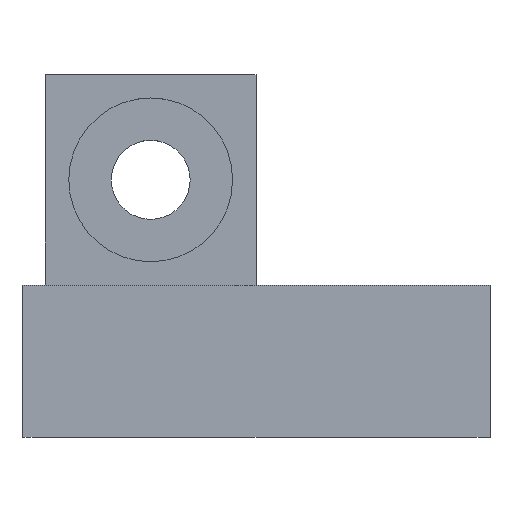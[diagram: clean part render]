
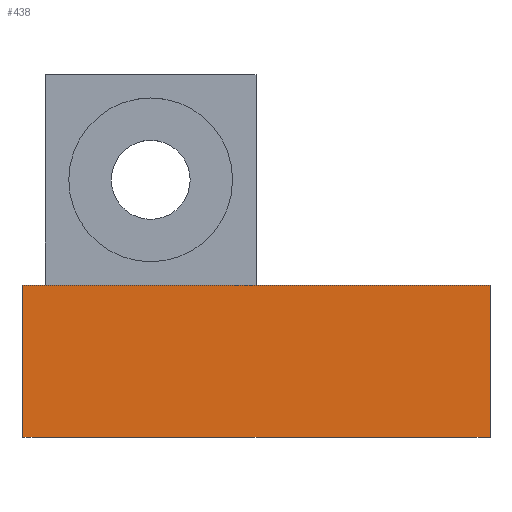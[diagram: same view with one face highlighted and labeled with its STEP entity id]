
A CAD part, top view. The second image highlights one B-rep face of the part: STEP entity #438.
In plain terms, the highlighted planar face has unit normal (0, 0, 1).
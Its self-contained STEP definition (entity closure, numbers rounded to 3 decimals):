
#28=PLANE('',#490);
#49=FACE_OUTER_BOUND('',#74,.T.);
#74=EDGE_LOOP('',(#365,#366,#367,#368));
#102=LINE('',#682,#145);
#111=LINE('',#700,#154);
#115=LINE('',#710,#158);
#120=LINE('',#720,#163);
#145=VECTOR('',#548,10.);
#154=VECTOR('',#565,10.);
#158=VECTOR('',#577,10.);
#163=VECTOR('',#584,10.);
#209=VERTEX_POINT('',#679);
#210=VERTEX_POINT('',#681);
#215=VERTEX_POINT('',#698);
#217=VERTEX_POINT('',#708);
#254=EDGE_CURVE('',#209,#210,#102,.T.);
#264=EDGE_CURVE('',#215,#209,#111,.T.);
#269=EDGE_CURVE('',#215,#217,#115,.T.);
#274=EDGE_CURVE('',#217,#210,#120,.T.);
#365=ORIENTED_EDGE('',*,*,#269,.T.);
#366=ORIENTED_EDGE('',*,*,#274,.T.);
#367=ORIENTED_EDGE('',*,*,#254,.F.);
#368=ORIENTED_EDGE('',*,*,#264,.F.);
#438=ADVANCED_FACE('',(#49),#28,.T.);
#490=AXIS2_PLACEMENT_3D('',#722,#586,#587);
#548=DIRECTION('',(-1.,0.,0.));
#565=DIRECTION('',(0.,-1.,0.));
#577=DIRECTION('',(-1.,0.,0.));
#584=DIRECTION('',(0.,-1.,0.));
#586=DIRECTION('center_axis',(0.,0.,1.));
#587=DIRECTION('ref_axis',(-1.,0.,0.));
#679=CARTESIAN_POINT('',(29.,-22.,7.5));
#681=CARTESIAN_POINT('',(-11.,-22.,7.5));
#682=CARTESIAN_POINT('',(29.,-22.,7.5));
#698=CARTESIAN_POINT('',(29.,-9.,7.5));
#700=CARTESIAN_POINT('',(29.,-9.,7.5));
#708=CARTESIAN_POINT('',(-11.,-9.,7.5));
#710=CARTESIAN_POINT('',(29.,-9.,7.5));
#720=CARTESIAN_POINT('',(-11.,-9.,7.5));
#722=CARTESIAN_POINT('Origin',(29.,-9.,7.5));
